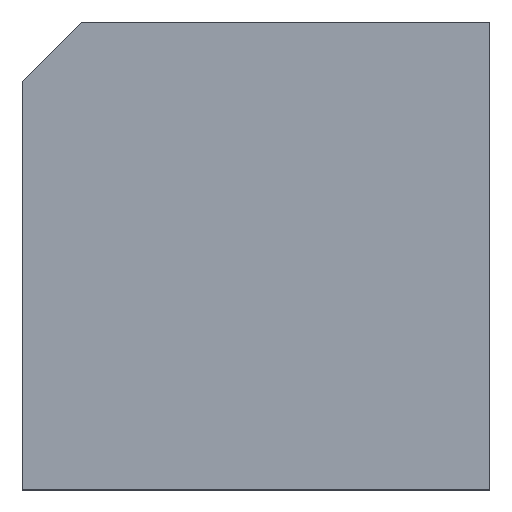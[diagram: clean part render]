
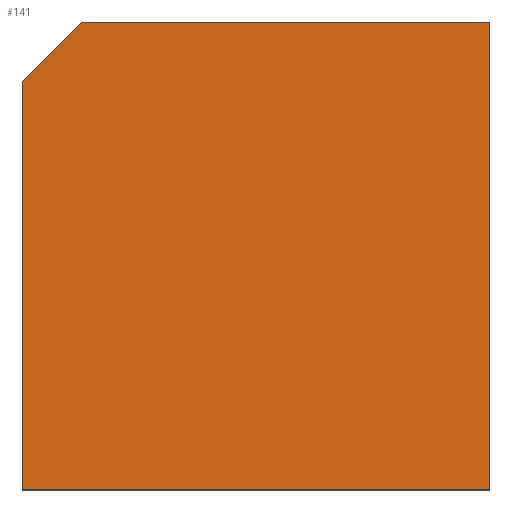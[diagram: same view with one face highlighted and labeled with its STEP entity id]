
A CAD part, top view. The second image highlights one B-rep face of the part: STEP entity #141.
In plain terms, the highlighted planar face has unit normal (0, 0, 1).
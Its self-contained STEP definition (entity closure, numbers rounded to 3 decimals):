
#13=DIRECTION('',(0.,0.,1.));
#24=VERTEX_POINT('',#25);
#25=CARTESIAN_POINT('',(-2.45,0.45,6.4));
#28=ORIENTED_EDGE('',*,*,#29,.T.);
#29=EDGE_CURVE('',#24,#30,#32,.T.);
#30=VERTEX_POINT('',#31);
#31=CARTESIAN_POINT('',(-0.45,2.45,6.4));
#32=LINE('',#25,#33);
#33=VECTOR('',#34,1.);
#34=DIRECTION('',(0.707,0.707,0.));
#53=VERTEX_POINT('',#54);
#54=CARTESIAN_POINT('',(-2.45,-13.25,6.4));
#56=ORIENTED_EDGE('',*,*,#57,.T.);
#57=EDGE_CURVE('',#53,#24,#58,.T.);
#58=LINE('',#54,#59);
#59=VECTOR('',#60,1.);
#60=DIRECTION('',(0.,1.,0.));
#67=DIRECTION('',(-1.,0.,0.));
#72=ORIENTED_EDGE('',*,*,#73,.T.);
#73=EDGE_CURVE('',#30,#74,#76,.T.);
#74=VERTEX_POINT('',#75);
#75=CARTESIAN_POINT('',(13.25,2.45,6.4));
#76=LINE('',#31,#77);
#77=VECTOR('',#78,1.);
#78=DIRECTION('',(1.,0.,0.));
#97=VECTOR('',#67,1.);
#101=VECTOR('',#102,1.);
#102=DIRECTION('',(0.,-1.,0.));
#141=ADVANCED_FACE('',(#142),#152,.T.);
#142=FACE_BOUND('',#143,.F.);
#143=EDGE_LOOP('',(#28,#72,#144,#149,#56));
#144=ORIENTED_EDGE('',*,*,#145,.T.);
#145=EDGE_CURVE('',#74,#146,#148,.T.);
#146=VERTEX_POINT('',#147);
#147=CARTESIAN_POINT('',(13.25,-13.25,6.4));
#148=LINE('',#75,#101);
#149=ORIENTED_EDGE('',*,*,#150,.T.);
#150=EDGE_CURVE('',#146,#53,#151,.T.);
#151=LINE('',#147,#97);
#152=PLANE('',#153);
#153=AXIS2_PLACEMENT_3D('',#25,#13,#78);
